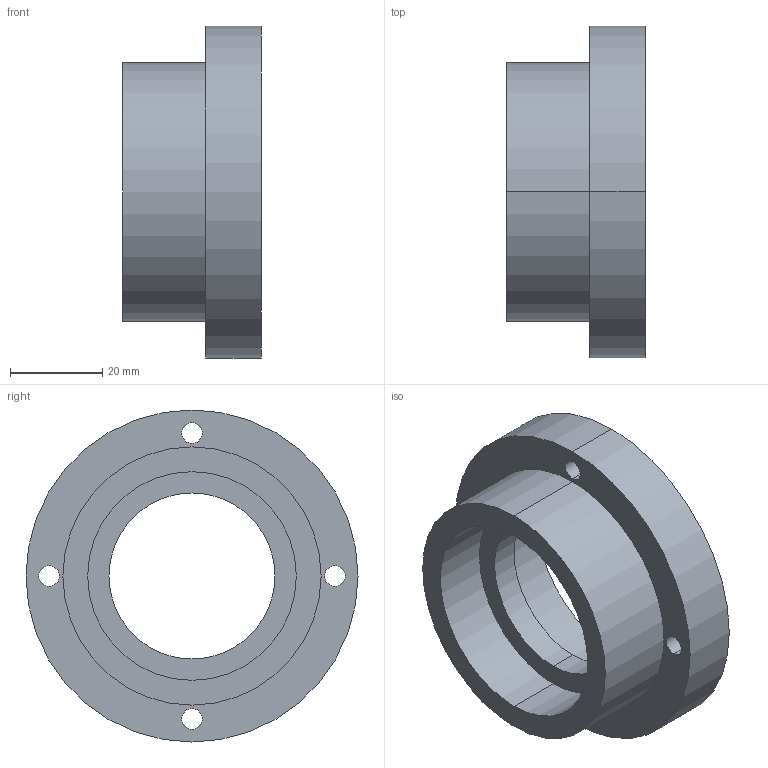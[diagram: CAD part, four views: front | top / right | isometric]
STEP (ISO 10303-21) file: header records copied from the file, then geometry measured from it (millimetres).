
FILE_DESCRIPTION (( 'STEP AP203' ), '1' );
FILE_NAME ('003-101 - Screw Support.STEP', '2019-06-12T00:32:15', ( '' ), ( '' ), 'SwSTEP 2.0', 'SolidWorks 2015', '' );
FILE_SCHEMA (( 'CONFIG_CONTROL_DESIGN' ));
Length unit declared in the file: millimetre
Products named in the file (1): 003-101 - Screw Support
Bounding box: 30 x 72 x 72 mm (x, y, z)
Volume: 47049.3 mm3; surface area: 16849.5 mm2
Topology: 1 solids, 1 shells, 35 faces, 78 edges, 52 vertices
Faces by surface type: cylinder 26, plane 9
Entity records: 1101 total; most frequent: DIRECTION 202, CARTESIAN_POINT 166, ORIENTED_EDGE 156, AXIS2_PLACEMENT_3D 88, EDGE_CURVE 78, CIRCLE 52, EDGE_LOOP 52, VERTEX_POINT 52
